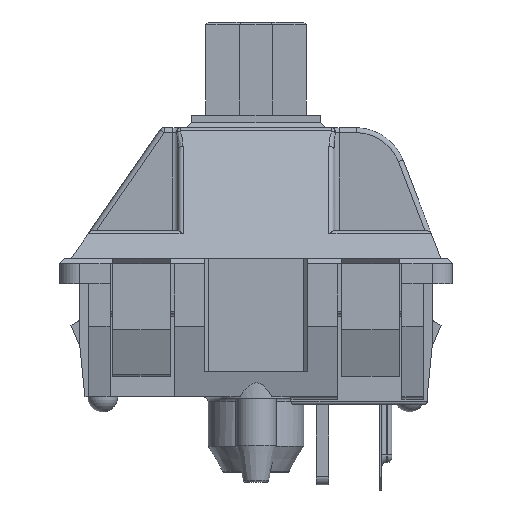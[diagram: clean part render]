
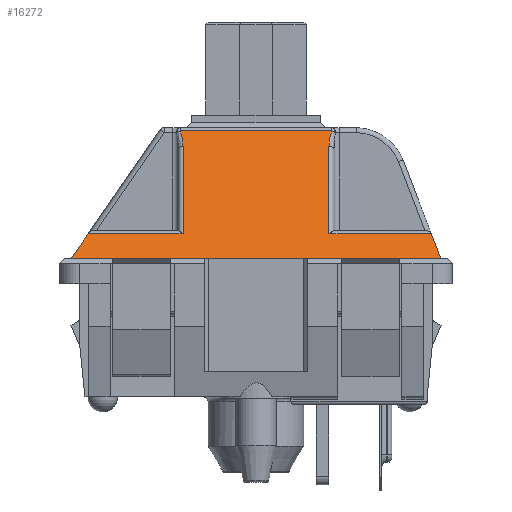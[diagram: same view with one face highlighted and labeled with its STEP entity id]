
A CAD part, front view. The second image highlights one B-rep face of the part: STEP entity #16272.
In plain terms, the highlighted planar face has unit normal (0, -0.914, 0.405).
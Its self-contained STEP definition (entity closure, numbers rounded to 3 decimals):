
#519=ELLIPSE('',#17440,0.888,0.82);
#520=ELLIPSE('',#17442,3.943,1.597);
#521=ELLIPSE('',#17443,3.94,1.595);
#1372=FACE_OUTER_BOUND('',#2316,.T.);
#2316=EDGE_LOOP('',(#12473,#12474,#12475,#12476,#12477,#12478,#12479,#12480,
#12481,#12482,#12483));
#3613=LINE('',#25118,#5435);
#3676=LINE('',#25304,#5498);
#3788=LINE('',#25598,#5610);
#3789=LINE('',#25604,#5611);
#3790=LINE('',#25608,#5612);
#3791=LINE('',#25612,#5613);
#3792=LINE('',#25614,#5614);
#3793=LINE('',#25615,#5615);
#5435=VECTOR('',#19943,39.85);
#5498=VECTOR('',#20030,39.85);
#5610=VECTOR('',#20286,16.229);
#5611=VECTOR('',#20295,15.097);
#5612=VECTOR('',#20298,24.034);
#5613=VECTOR('',#20301,15.097);
#5614=VECTOR('',#20302,15.029);
#5615=VECTOR('',#20303,39.85);
#7104=VERTEX_POINT('',#25114);
#7106=VERTEX_POINT('',#25117);
#7179=VERTEX_POINT('',#25302);
#7288=VERTEX_POINT('',#25595);
#7289=VERTEX_POINT('',#25597);
#7290=VERTEX_POINT('',#25603);
#7291=VERTEX_POINT('',#25605);
#7292=VERTEX_POINT('',#25607);
#7293=VERTEX_POINT('',#25609);
#7294=VERTEX_POINT('',#25611);
#7295=VERTEX_POINT('',#25613);
#8925=EDGE_CURVE('',#7106,#7104,#3613,.T.);
#9001=EDGE_CURVE('',#7104,#7179,#3676,.T.);
#9148=EDGE_CURVE('',#7289,#7288,#3788,.T.);
#9150=EDGE_CURVE('',#7179,#7289,#519,.T.);
#9151=EDGE_CURVE('',#7288,#7290,#3789,.T.);
#9152=EDGE_CURVE('',#7291,#7290,#520,.T.);
#9153=EDGE_CURVE('',#7292,#7291,#3790,.T.);
#9154=EDGE_CURVE('',#7293,#7292,#521,.T.);
#9155=EDGE_CURVE('',#7293,#7294,#3791,.T.);
#9156=EDGE_CURVE('',#7294,#7295,#3792,.T.);
#9157=EDGE_CURVE('',#7295,#7106,#3793,.T.);
#12473=ORIENTED_EDGE('',*,*,#9150,.T.);
#12474=ORIENTED_EDGE('',*,*,#9148,.T.);
#12475=ORIENTED_EDGE('',*,*,#9151,.T.);
#12476=ORIENTED_EDGE('',*,*,#9152,.F.);
#12477=ORIENTED_EDGE('',*,*,#9153,.F.);
#12478=ORIENTED_EDGE('',*,*,#9154,.F.);
#12479=ORIENTED_EDGE('',*,*,#9155,.T.);
#12480=ORIENTED_EDGE('',*,*,#9156,.T.);
#12481=ORIENTED_EDGE('',*,*,#9157,.T.);
#12482=ORIENTED_EDGE('',*,*,#8925,.T.);
#12483=ORIENTED_EDGE('',*,*,#9001,.T.);
#15611=PLANE('',#17441);
#16272=ADVANCED_FACE('',(#1372),#15611,.T.);
#17440=AXIS2_PLACEMENT_3D('',#25601,#20291,#20292);
#17441=AXIS2_PLACEMENT_3D('',#25602,#20293,#20294);
#17442=AXIS2_PLACEMENT_3D('',#25606,#20296,#20297);
#17443=AXIS2_PLACEMENT_3D('',#25610,#20299,#20300);
#19943=DIRECTION('',(1.,0.,0.));
#20030=DIRECTION('',(-0.332,0.382,0.863));
#20286=DIRECTION('',(-1.,0.,0.));
#20291=DIRECTION('center_axis',(0.,-0.914,
0.405));
#20292=DIRECTION('ref_axis',(0.071,0.404,0.912));
#20293=DIRECTION('center_axis',(0.,-0.914,
0.405));
#20294=DIRECTION('ref_axis',(0.,-0.405,-0.914));
#20295=DIRECTION('',(0.,0.405,0.914));
#20296=DIRECTION('center_axis',(0.,-0.914,
0.405));
#20297=DIRECTION('ref_axis',(0.,0.405,0.914));
#20298=DIRECTION('',(1.,0.,0.));
#20299=DIRECTION('center_axis',(0.,-0.914,
0.405));
#20300=DIRECTION('ref_axis',(0.,0.405,0.914));
#20301=DIRECTION('',(0.,-0.405,-0.914));
#20302=DIRECTION('',(-1.,0.,0.));
#20303=DIRECTION('',(-0.535,-0.342,-0.773));
#25114=CARTESIAN_POINT('',(32.673,-27.259,16.626));
#25117=CARTESIAN_POINT('',(-25.91,-27.259,16.626));
#25118=CARTESIAN_POINT('',(3.382,-27.259,16.626));
#25302=CARTESIAN_POINT('',(31.182,-25.545,20.499));
#25304=CARTESIAN_POINT('',(25.725,-19.271,34.678));
#25595=CARTESIAN_POINT('',(14.938,-25.529,20.535));
#25597=CARTESIAN_POINT('',(31.167,-25.529,20.535));
#25598=CARTESIAN_POINT('',(31.167,-25.529,20.535));
#25601=CARTESIAN_POINT('Origin',(30.415,-25.676,20.203));
#25602=CARTESIAN_POINT('Origin',(3.382,-22.674,26.987));
#25603=CARTESIAN_POINT('',(14.938,-19.42,34.341));
#25604=CARTESIAN_POINT('',(14.938,-25.529,20.535));
#25605=CARTESIAN_POINT('',(15.399,-18.299,36.874));
#25606=CARTESIAN_POINT('Origin',(16.535,-19.421,34.339));
#25607=CARTESIAN_POINT('',(-8.635,-18.299,36.874));
#25608=CARTESIAN_POINT('',(-8.635,-18.299,36.874));
#25609=CARTESIAN_POINT('',(-8.175,-19.42,34.341));
#25610=CARTESIAN_POINT('Origin',(-9.769,-19.42,34.341));
#25611=CARTESIAN_POINT('',(-8.175,-25.529,20.535));
#25612=CARTESIAN_POINT('',(-8.175,-19.42,34.341));
#25613=CARTESIAN_POINT('',(-23.204,-25.529,20.535));
#25614=CARTESIAN_POINT('',(-8.175,-25.529,20.535));
#25615=CARTESIAN_POINT('',(-13.311,-19.207,34.822));
